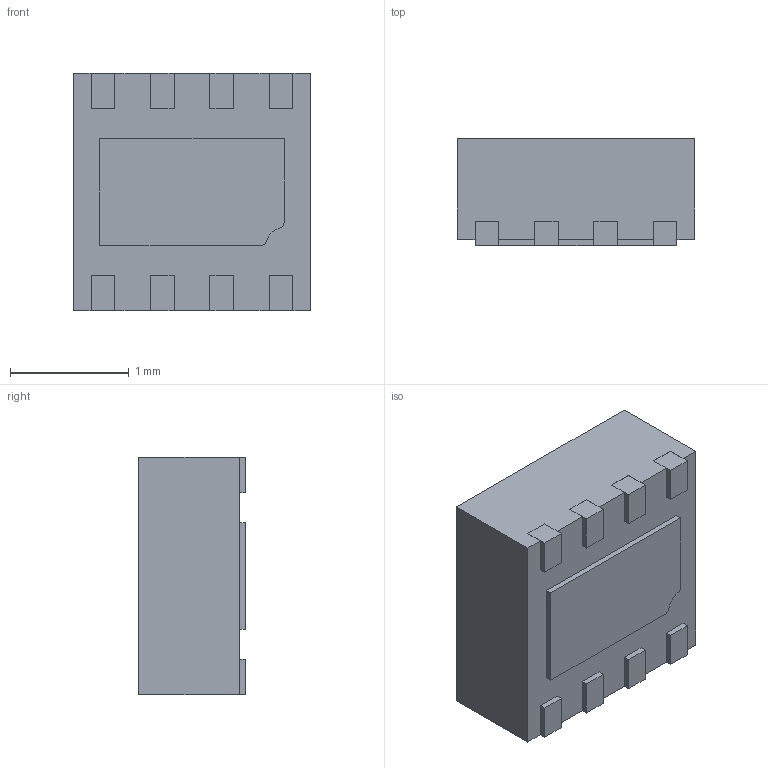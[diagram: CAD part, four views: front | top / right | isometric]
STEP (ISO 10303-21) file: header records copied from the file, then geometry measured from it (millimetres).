
FILE_DESCRIPTION (( 'STEP AP214' ), '1' );
FILE_NAME ('User Library-DFN 8-1.STEP', '2017-12-21T01:07:01', ( '' ), ( '' ), 'SwSTEP 2.0', 'SolidWorks 2018', '' );
FILE_SCHEMA (( 'AUTOMOTIVE_DESIGN' ));
Length unit declared in the file: millimetre
Products named in the file (1): User Library-DFN 8-1
Bounding box: 2 x 0.9 x 2 mm (x, y, z)
Volume: 3.5 mm3; surface area: 15.5 mm2
Topology: 1 solids, 1 shells, 122 faces, 333 edges, 222 vertices
Faces by surface type: plane 93, bspline 24, cylinder 3, cone 2
Entity records: 5897 total; most frequent: CARTESIAN_POINT 2174, ORIENTED_EDGE 666, DIRECTION 493, EDGE_CURVE 333, LINE 275, VECTOR 275, VERTEX_POINT 222, EDGE_LOOP 131
